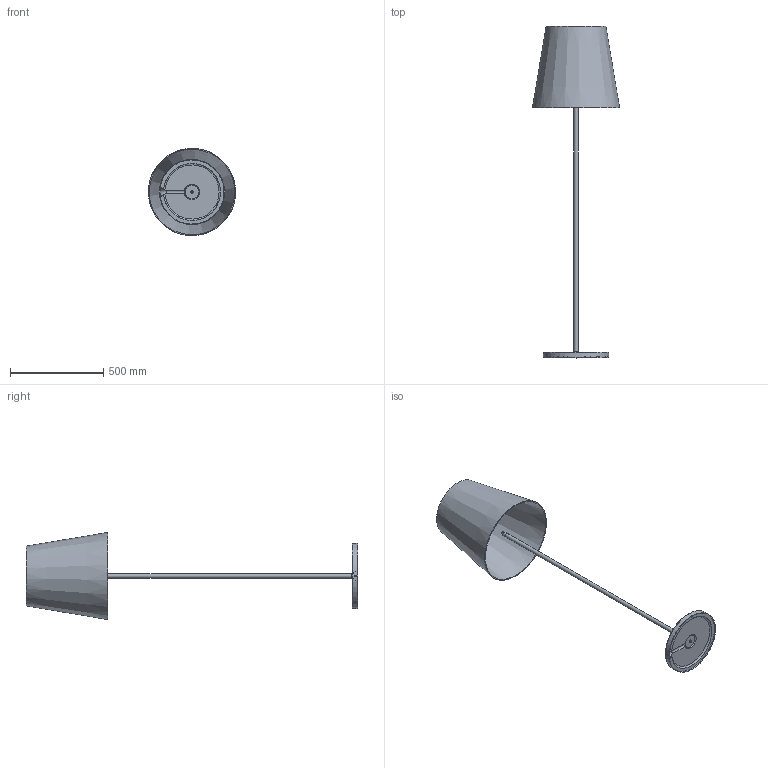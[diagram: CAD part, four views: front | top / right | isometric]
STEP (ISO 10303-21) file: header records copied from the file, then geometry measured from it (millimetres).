
FILE_DESCRIPTION(/* description */ (''),/* implementation_level */ '2;1');
FILE_NAME(/* name */ 'F324730150KBNE.stp',/* time_stamp */ '2020-01-14T14:35:23+01:00',/* author */ ('sghezzi'),/* organization */ (''),/* preprocessor_version */ 'ST-DEVELOPER v17.2',/* originating_system */ 'Autodesk Inventor 2019',/* authorisation */ '');
FILE_SCHEMA (('AUTOMOTIVE_DESIGN { 1 0 10303 214 3 1 1 }'));
Length unit declared in the file: millimetre
Products named in the file (6): 3247_3247; 020006001_Diffusore; 007324700_Stelo metallo Nikel Satin; 007219802_Zavorra Ghisa Vern Nr; 000019005_Copribase Nikel Satin; assieme corpo luce 1853.1
Assembly tree (5 placements, depth 2):
  3247_3247
    020006001_Diffusore
    007324700_Stelo metallo Nikel Satin
    007219802_Zavorra Ghisa Vern Nr
    000019005_Copribase Nikel Satin
    assieme corpo luce 1853.1
Bounding box: 468.29 x 1783.89 x 468.29 mm (x, y, z)
Volume: 4668687 mm3; surface area: 1761045.6 mm2
Topology: 4 solids, 4 shells, 37 faces, 86 edges, 62 vertices
Faces by surface type: plane 15, cylinder 13, torus 5, cone 2, bspline 2
Full cylindrical faces by diameter (mm): 8 x2, 10 x2, 13 x3, 18 x1, 22 x1, 345 x1, 348 x1, 350 x1
Entity records: 1520 total; most frequent: CARTESIAN_POINT 432, DIRECTION 209, ORIENTED_EDGE 172, AXIS2_PLACEMENT_3D 97, EDGE_CURVE 86, VERTEX_POINT 62, EDGE_LOOP 52, CIRCLE 51
